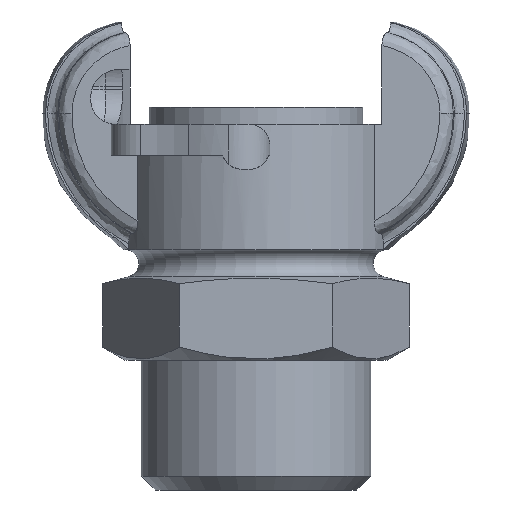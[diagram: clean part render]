
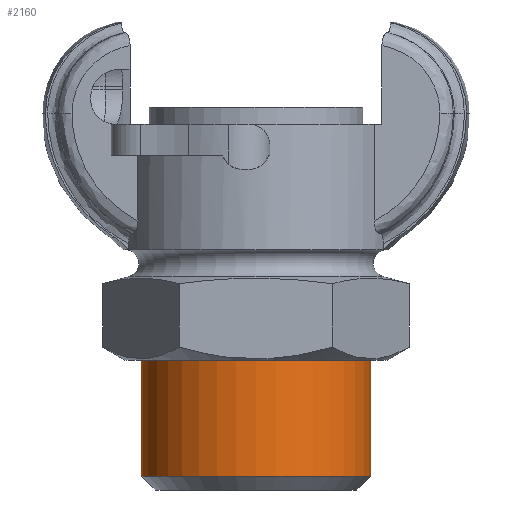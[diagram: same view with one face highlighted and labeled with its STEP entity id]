
A CAD part, front view. The second image highlights one B-rep face of the part: STEP entity #2160.
In plain terms, the highlighted cylindrical face has radius 16.625 mm (diameter 33.249 mm), a full revolution.
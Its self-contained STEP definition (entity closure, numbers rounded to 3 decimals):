
#95=CYLINDRICAL_SURFACE('',#2374,16.625);
#177=LINE('',#5446,#260);
#260=VECTOR('',#2845,16.625);
#420=FACE_OUTER_BOUND('',#545,.T.);
#545=EDGE_LOOP('',(#1889,#1890,#1891,#1892));
#658=CIRCLE('',#2359,16.625);
#664=CIRCLE('',#2375,16.625);
#966=VERTEX_POINT('',#5326);
#976=VERTEX_POINT('',#5445);
#1267=EDGE_CURVE('',#966,#966,#658,.T.);
#1285=EDGE_CURVE('',#966,#976,#177,.T.);
#1286=EDGE_CURVE('',#976,#976,#664,.T.);
#1889=ORIENTED_EDGE('',*,*,#1267,.F.);
#1890=ORIENTED_EDGE('',*,*,#1285,.T.);
#1891=ORIENTED_EDGE('',*,*,#1286,.F.);
#1892=ORIENTED_EDGE('',*,*,#1285,.F.);
#2160=ADVANCED_FACE('',(#420),#95,.T.);
#2359=AXIS2_PLACEMENT_3D('',#5327,#2809,#2810);
#2374=AXIS2_PLACEMENT_3D('',#5444,#2843,#2844);
#2375=AXIS2_PLACEMENT_3D('',#5447,#2846,#2847);
#2809=DIRECTION('center_axis',(0.,0.,1.));
#2810=DIRECTION('ref_axis',(1.,0.,0.));
#2843=DIRECTION('center_axis',(0.,0.,1.));
#2844=DIRECTION('ref_axis',(1.,0.,0.));
#2845=DIRECTION('',(0.,0.,-1.));
#2846=DIRECTION('center_axis',(0.,0.,-1.));
#2847=DIRECTION('ref_axis',(1.,0.,0.));
#5326=CARTESIAN_POINT('',(-16.625,0.,-35.783));
#5327=CARTESIAN_POINT('Origin',(0.,0.,-35.783));
#5444=CARTESIAN_POINT('Origin',(0.,0.,-54.628));
#5445=CARTESIAN_POINT('',(-16.625,0.,-52.628));
#5446=CARTESIAN_POINT('',(-16.625,0.,-54.628));
#5447=CARTESIAN_POINT('Origin',(0.,0.,-52.628));
